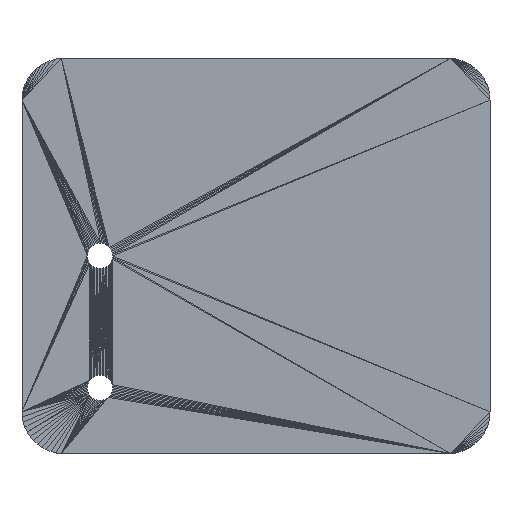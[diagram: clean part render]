
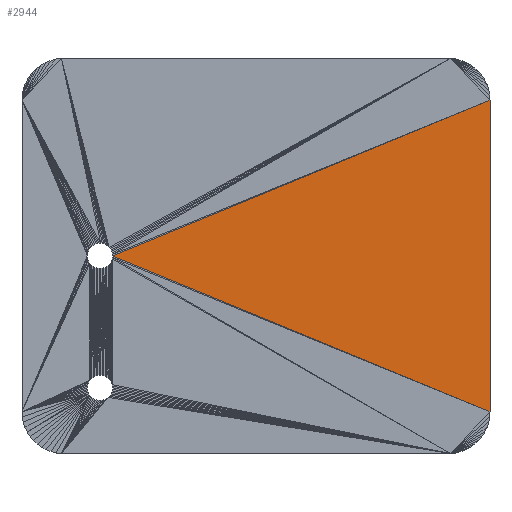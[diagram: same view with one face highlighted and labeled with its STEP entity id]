
A CAD part, top view. The second image highlights one B-rep face of the part: STEP entity #2944.
In plain terms, the highlighted planar face has unit normal (0, 0, 1).
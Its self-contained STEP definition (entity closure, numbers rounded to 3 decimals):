
#2163 = VERTEX_POINT('',#2164);
#2164 = CARTESIAN_POINT('',(27.81,18.498,8.));
#2469 = PLANE('',#2470);
#2470 = AXIS2_PLACEMENT_3D('',#2471,#2472,#2473);
#2471 = CARTESIAN_POINT('',(5.339,9.278,8.));
#2472 = DIRECTION('',(0.,0.,1.));
#2473 = DIRECTION('',(1.,0.,-0.));
#2892 = VERTEX_POINT('',#2893);
#2893 = CARTESIAN_POINT('',(-17.04,0.,8.));
#2919 = EDGE_CURVE('',#2163,#2892,#2920,.T.);
#2920 = SURFACE_CURVE('',#2921,(#2925,#2932),.PCURVE_S1.);
#2921 = LINE('',#2922,#2923);
#2922 = CARTESIAN_POINT('',(27.81,18.498,8.));
#2923 = VECTOR('',#2924,1.);
#2924 = DIRECTION('',(-0.924,-0.381,0.));
#2925 = PCURVE('',#2469,#2926);
#2926 = DEFINITIONAL_REPRESENTATION('',(#2927),#2931);
#2927 = LINE('',#2928,#2929);
#2928 = CARTESIAN_POINT('',(22.471,9.22));
#2929 = VECTOR('',#2930,1.);
#2930 = DIRECTION('',(-0.924,-0.381));
#2931 = ( GEOMETRIC_REPRESENTATION_CONTEXT(2) 
PARAMETRIC_REPRESENTATION_CONTEXT() REPRESENTATION_CONTEXT('2D SPACE',''
  ) );
#2932 = PCURVE('',#2933,#2938);
#2933 = PLANE('',#2934);
#2934 = AXIS2_PLACEMENT_3D('',#2935,#2936,#2937);
#2935 = CARTESIAN_POINT('',(11.575,0.,8.));
#2936 = DIRECTION('',(0.,0.,1.));
#2937 = DIRECTION('',(1.,0.,-0.));
#2938 = DEFINITIONAL_REPRESENTATION('',(#2939),#2943);
#2939 = LINE('',#2940,#2941);
#2940 = CARTESIAN_POINT('',(16.235,18.498));
#2941 = VECTOR('',#2942,1.);
#2942 = DIRECTION('',(-0.924,-0.381));
#2943 = ( GEOMETRIC_REPRESENTATION_CONTEXT(2) 
PARAMETRIC_REPRESENTATION_CONTEXT() REPRESENTATION_CONTEXT('2D SPACE',''
  ) );
#2944 = ADVANCED_FACE('',(#2945),#2933,.T.);
#2945 = FACE_BOUND('',#2946,.T.);
#2946 = EDGE_LOOP('',(#2947,#2948,#2976));
#2947 = ORIENTED_EDGE('',*,*,#2919,.T.);
#2948 = ORIENTED_EDGE('',*,*,#2949,.T.);
#2949 = EDGE_CURVE('',#2892,#2950,#2952,.T.);
#2950 = VERTEX_POINT('',#2951);
#2951 = CARTESIAN_POINT('',(27.81,-18.498,8.));
#2952 = SURFACE_CURVE('',#2953,(#2957,#2964),.PCURVE_S1.);
#2953 = LINE('',#2954,#2955);
#2954 = CARTESIAN_POINT('',(-17.04,0.,8.));
#2955 = VECTOR('',#2956,1.);
#2956 = DIRECTION('',(0.924,-0.381,0.));
#2957 = PCURVE('',#2933,#2958);
#2958 = DEFINITIONAL_REPRESENTATION('',(#2959),#2963);
#2959 = LINE('',#2960,#2961);
#2960 = CARTESIAN_POINT('',(-28.615,0.));
#2961 = VECTOR('',#2962,1.);
#2962 = DIRECTION('',(0.924,-0.381));
#2963 = ( GEOMETRIC_REPRESENTATION_CONTEXT(2) 
PARAMETRIC_REPRESENTATION_CONTEXT() REPRESENTATION_CONTEXT('2D SPACE',''
  ) );
#2964 = PCURVE('',#2965,#2970);
#2965 = PLANE('',#2966);
#2966 = AXIS2_PLACEMENT_3D('',#2967,#2968,#2969);
#2967 = CARTESIAN_POINT('',(5.339,-9.278,8.));
#2968 = DIRECTION('',(0.,0.,1.));
#2969 = DIRECTION('',(1.,0.,-0.));
#2970 = DEFINITIONAL_REPRESENTATION('',(#2971),#2975);
#2971 = LINE('',#2972,#2973);
#2972 = CARTESIAN_POINT('',(-22.379,9.278));
#2973 = VECTOR('',#2974,1.);
#2974 = DIRECTION('',(0.924,-0.381));
#2975 = ( GEOMETRIC_REPRESENTATION_CONTEXT(2) 
PARAMETRIC_REPRESENTATION_CONTEXT() REPRESENTATION_CONTEXT('2D SPACE',''
  ) );
#2976 = ORIENTED_EDGE('',*,*,#2977,.T.);
#2977 = EDGE_CURVE('',#2950,#2163,#2978,.T.);
#2978 = SURFACE_CURVE('',#2979,(#2983,#2990),.PCURVE_S1.);
#2979 = LINE('',#2980,#2981);
#2980 = CARTESIAN_POINT('',(27.81,-18.498,8.));
#2981 = VECTOR('',#2982,1.);
#2982 = DIRECTION('',(0.,1.,0.));
#2983 = PCURVE('',#2933,#2984);
#2984 = DEFINITIONAL_REPRESENTATION('',(#2985),#2989);
#2985 = LINE('',#2986,#2987);
#2986 = CARTESIAN_POINT('',(16.235,-18.498));
#2987 = VECTOR('',#2988,1.);
#2988 = DIRECTION('',(0.,1.));
#2989 = ( GEOMETRIC_REPRESENTATION_CONTEXT(2) 
PARAMETRIC_REPRESENTATION_CONTEXT() REPRESENTATION_CONTEXT('2D SPACE',''
  ) );
#2990 = PCURVE('',#2991,#2996);
#2991 = PLANE('',#2992);
#2992 = AXIS2_PLACEMENT_3D('',#2993,#2994,#2995);
#2993 = CARTESIAN_POINT('',(27.81,1.786,
    5.786));
#2994 = DIRECTION('',(1.,0.,0.));
#2995 = DIRECTION('',(0.,0.,1.));
#2996 = DEFINITIONAL_REPRESENTATION('',(#2997),#3001);
#2997 = LINE('',#2998,#2999);
#2998 = CARTESIAN_POINT('',(2.214,20.285));
#2999 = VECTOR('',#3000,1.);
#3000 = DIRECTION('',(0.,-1.));
#3001 = ( GEOMETRIC_REPRESENTATION_CONTEXT(2) 
PARAMETRIC_REPRESENTATION_CONTEXT() REPRESENTATION_CONTEXT('2D SPACE',''
  ) );
